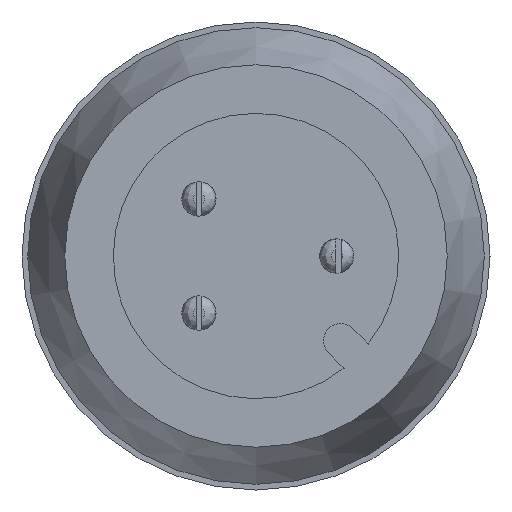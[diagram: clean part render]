
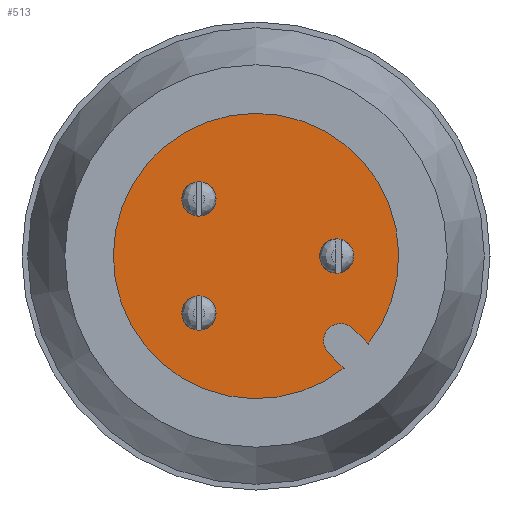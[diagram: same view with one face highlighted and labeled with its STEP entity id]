
A CAD part, left-side view. The second image highlights one B-rep face of the part: STEP entity #513.
In plain terms, the highlighted face is planar.
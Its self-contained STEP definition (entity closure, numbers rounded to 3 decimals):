
#513 = ADVANCED_FACE( '', ( #1250, #1251, #1252, #1253 ), #1254, .T. );
#1250 = FACE_BOUND( '', #2124, .T. );
#1251 = FACE_BOUND( '', #2125, .T. );
#1252 = FACE_BOUND( '', #2126, .T. );
#1253 = FACE_OUTER_BOUND( '', #2127, .T. );
#1254 = PLANE( '', #2128 );
#2124 = EDGE_LOOP( '', ( #4946 ) );
#2125 = EDGE_LOOP( '', ( #4947 ) );
#2126 = EDGE_LOOP( '', ( #4948 ) );
#2127 = EDGE_LOOP( '', ( #4949, #4950, #4951, #4952 ) );
#2128 = AXIS2_PLACEMENT_3D( '', #4953, #4954, #4955 );
#4946 = ORIENTED_EDGE( '', *, *, #5827, .F. );
#4947 = ORIENTED_EDGE( '', *, *, #5809, .F. );
#4948 = ORIENTED_EDGE( '', *, *, #5875, .F. );
#4949 = ORIENTED_EDGE( '', *, *, #5868, .T. );
#4950 = ORIENTED_EDGE( '', *, *, #5871, .T. );
#4951 = ORIENTED_EDGE( '', *, *, #5873, .T. );
#4952 = ORIENTED_EDGE( '', *, *, #5874, .F. );
#4953 = CARTESIAN_POINT( '', ( 42., 0., 0. ) );
#4954 = DIRECTION( '', ( 1., 0., 0. ) );
#4955 = DIRECTION( '', ( 0., 0., -1. ) );
#5809 = EDGE_CURVE( '', #7284, #7284, #7285, .T. );
#5827 = EDGE_CURVE( '', #7312, #7312, #7313, .T. );
#5868 = EDGE_CURVE( '', #7387, #7385, #7388, .T. );
#5871 = EDGE_CURVE( '', #7385, #7390, #7392, .T. );
#5873 = EDGE_CURVE( '', #7390, #7393, #7395, .T. );
#5874 = EDGE_CURVE( '', #7387, #7393, #7396, .T. );
#5875 = EDGE_CURVE( '', #7397, #7397, #7398, .T. );
#7284 = VERTEX_POINT( '', #9588 );
#7285 = CIRCLE( '', #9589, 0.3 );
#7312 = VERTEX_POINT( '', #9633 );
#7313 = CIRCLE( '', #9634, 0.3 );
#7385 = VERTEX_POINT( '', #9721 );
#7387 = VERTEX_POINT( '', #9724 );
#7388 = LINE( '', #9725, #9726 );
#7390 = VERTEX_POINT( '', #9729 );
#7392 = CIRCLE( '', #9732, 2.5 );
#7393 = VERTEX_POINT( '', #9733 );
#7395 = LINE( '', #9736, #9737 );
#7396 = CIRCLE( '', #9738, 0.3 );
#7397 = VERTEX_POINT( '', #9739 );
#7398 = CIRCLE( '', #9740, 0.3 );
#9588 = CARTESIAN_POINT( '', ( 42., -1., -1.3 ) );
#9589 = AXIS2_PLACEMENT_3D( '', #11010, #11011, #11012 );
#9633 = CARTESIAN_POINT( '', ( 42., 1.414, -0.3 ) );
#9634 = AXIS2_PLACEMENT_3D( '', #11048, #11049, #11050 );
#9721 = CARTESIAN_POINT( '', ( 42., 1.967, -1.543 ) );
#9724 = CARTESIAN_POINT( '', ( 42., 1.697, -1.273 ) );
#9725 = CARTESIAN_POINT( '', ( 42., 1.697, -1.273 ) );
#9726 = VECTOR( '', #11153, 1000. );
#9729 = CARTESIAN_POINT( '', ( 42., 1.543, -1.967 ) );
#9732 = AXIS2_PLACEMENT_3D( '', #11156, #11157, #11158 );
#9733 = CARTESIAN_POINT( '', ( 42., 1.273, -1.697 ) );
#9736 = CARTESIAN_POINT( '', ( 42., 1.543, -1.967 ) );
#9737 = VECTOR( '', #11160, 1000. );
#9738 = AXIS2_PLACEMENT_3D( '', #11161, #11162, #11163 );
#9739 = CARTESIAN_POINT( '', ( 42., -1., 0.7 ) );
#9740 = AXIS2_PLACEMENT_3D( '', #11164, #11165, #11166 );
#11010 = CARTESIAN_POINT( '', ( 42., -1., -1. ) );
#11011 = DIRECTION( '', ( 1., 0., 0. ) );
#11012 = DIRECTION( '', ( 0., 0., -1. ) );
#11048 = CARTESIAN_POINT( '', ( 42., 1.414, 0. ) );
#11049 = DIRECTION( '', ( 1., 0., 0. ) );
#11050 = DIRECTION( '', ( 0., 0., -1. ) );
#11153 = DIRECTION( '', ( 0., 0.707, -0.707 ) );
#11156 = CARTESIAN_POINT( '', ( 42., 0., 0. ) );
#11157 = DIRECTION( '', ( 1., 0., 0. ) );
#11158 = DIRECTION( '', ( 0., 0., -1. ) );
#11160 = DIRECTION( '', ( 0., -0.707, 0.707 ) );
#11161 = CARTESIAN_POINT( '', ( 42., 1.485, -1.485 ) );
#11162 = DIRECTION( '', ( 1., 0., 0. ) );
#11163 = DIRECTION( '', ( 0., 0., -1. ) );
#11164 = CARTESIAN_POINT( '', ( 42., -1., 1. ) );
#11165 = DIRECTION( '', ( 1., 0., 0. ) );
#11166 = DIRECTION( '', ( 0., 0., -1. ) );
